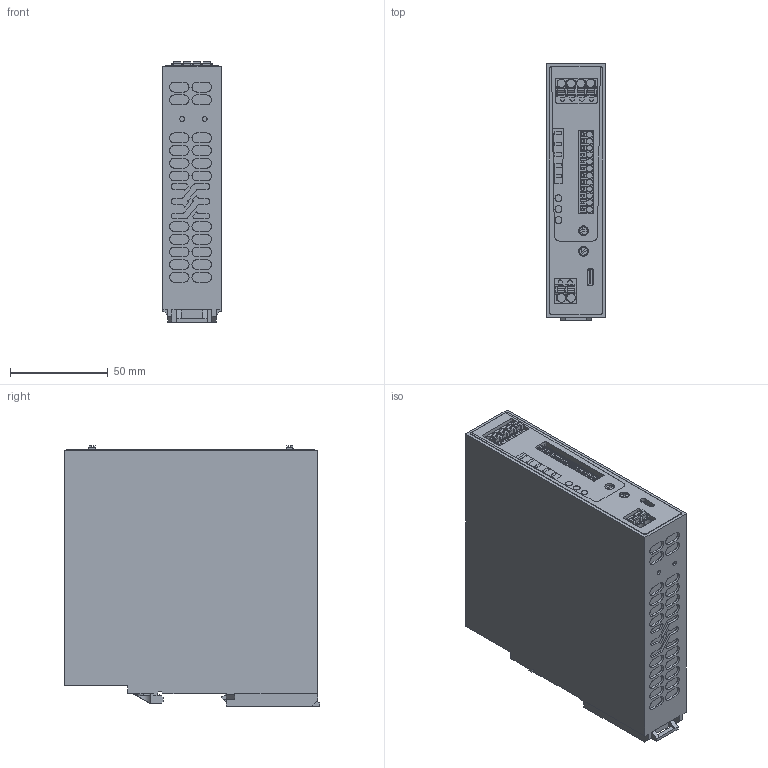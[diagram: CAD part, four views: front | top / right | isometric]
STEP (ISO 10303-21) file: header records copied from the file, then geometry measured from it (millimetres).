
FILE_DESCRIPTION(('CATIA V5 STEP Exchange','CAx-IF Rec.Pracs.--- Model Styling and Organization---1.5--- 2016-08-15','CAx-IF Rec.Pracs.---Supplemental Geometry---1.0---2011-11-01','CAx-IF Rec.Pracs.--- Composite Materials ---1.1---2010-07-15'),'2;1');
FILE_NAME ('D1663915_0', '2025-07-09T05:26:45+00:00', ('none'), ('Weidmueller'), 'CATIA Version 5-6 Release 2024 SP4', 'CATIA V5 STEP AP214 v3', 'none');
FILE_SCHEMA(('AUTOMOTIVE_DESIGN { 1 0 10303 214 1 1 1 1 }'));
Length unit declared in the file: millimetre
Products named in the file (1): S3D_DRUA_MAX_DC_UPS_24V_xxA
Bounding box: 30.05 x 131.2 x 133.5 mm (x, y, z)
Volume: 486043.8 mm3; surface area: 55042.1 mm2
Topology: 1 solids, 1 shells, 1403 faces, 3834 edges, 2539 vertices
Faces by surface type: plane 954, cylinder 447, extrusion 2
Entity records: 44799 total; most frequent: CARTESIAN_POINT 11525, ORIENTED_EDGE 7668, DIRECTION 5087, EDGE_CURVE 3834, VECTOR 2893, LINE 2891, VERTEX_POINT 2539, EDGE_LOOP 1511
